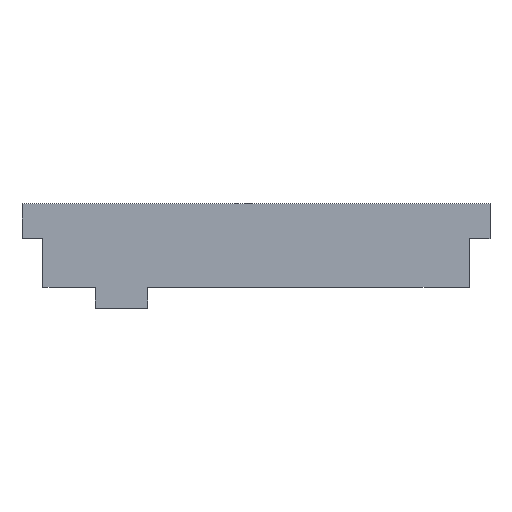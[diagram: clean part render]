
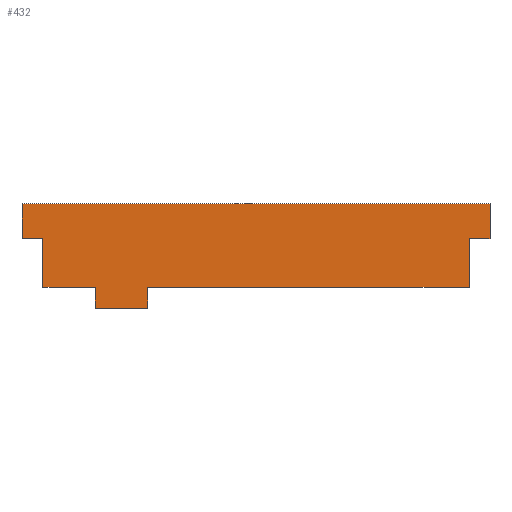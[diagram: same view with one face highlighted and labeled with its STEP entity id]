
A CAD part, top view. The second image highlights one B-rep face of the part: STEP entity #432.
In plain terms, the highlighted planar face has unit normal (0, 0, 1).
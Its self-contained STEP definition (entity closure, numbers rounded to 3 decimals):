
#42=CARTESIAN_POINT('Vertex',(0.,0.,6.)) ;
#56=CARTESIAN_POINT('Vertex',(15.,0.,6.)) ;
#59=CARTESIAN_POINT('Line Origine',(7.5,0.,6.)) ;
#87=CARTESIAN_POINT('Vertex',(15.,-6.,6.)) ;
#90=CARTESIAN_POINT('Line Origine',(15.,-3.,6.)) ;
#118=CARTESIAN_POINT('Vertex',(30.,-6.,6.)) ;
#121=CARTESIAN_POINT('Line Origine',(22.5,-6.,6.)) ;
#149=CARTESIAN_POINT('Vertex',(30.,0.,6.)) ;
#152=CARTESIAN_POINT('Line Origine',(30.,-3.,6.)) ;
#175=CARTESIAN_POINT('Vertex',(122.,0.,6.)) ;
#178=CARTESIAN_POINT('Line Origine',(76.,0.,6.)) ;
#206=CARTESIAN_POINT('Vertex',(122.,14.,6.)) ;
#209=CARTESIAN_POINT('Line Origine',(122.,7.,6.)) ;
#237=CARTESIAN_POINT('Vertex',(128.,14.,6.)) ;
#240=CARTESIAN_POINT('Line Origine',(125.,14.,6.)) ;
#268=CARTESIAN_POINT('Vertex',(128.,24.,6.)) ;
#271=CARTESIAN_POINT('Line Origine',(128.,19.,6.)) ;
#299=CARTESIAN_POINT('Vertex',(-6.,24.,6.)) ;
#302=CARTESIAN_POINT('Line Origine',(61.,24.,6.)) ;
#330=CARTESIAN_POINT('Vertex',(-6.,14.,6.)) ;
#333=CARTESIAN_POINT('Line Origine',(-6.,19.,6.)) ;
#356=CARTESIAN_POINT('Vertex',(0.,14.,6.)) ;
#359=CARTESIAN_POINT('Line Origine',(-3.,14.,6.)) ;
#381=CARTESIAN_POINT('Line Origine',(0.,7.,6.)) ;
#413=CARTESIAN_POINT('Axis2P3D Location',(0.,0.,6.)) ;
#61=VECTOR('Line Direction',#60,1.) ;
#92=VECTOR('Line Direction',#91,1.) ;
#123=VECTOR('Line Direction',#122,1.) ;
#154=VECTOR('Line Direction',#153,1.) ;
#180=VECTOR('Line Direction',#179,1.) ;
#211=VECTOR('Line Direction',#210,1.) ;
#242=VECTOR('Line Direction',#241,1.) ;
#273=VECTOR('Line Direction',#272,1.) ;
#304=VECTOR('Line Direction',#303,1.) ;
#335=VECTOR('Line Direction',#334,1.) ;
#361=VECTOR('Line Direction',#360,1.) ;
#383=VECTOR('Line Direction',#382,1.) ;
#60=DIRECTION('Vector Direction',(-1.,0.,0.)) ;
#91=DIRECTION('Vector Direction',(0.,1.,0.)) ;
#122=DIRECTION('Vector Direction',(-1.,0.,0.)) ;
#153=DIRECTION('Vector Direction',(0.,-1.,0.)) ;
#179=DIRECTION('Vector Direction',(-1.,0.,0.)) ;
#210=DIRECTION('Vector Direction',(0.,-1.,0.)) ;
#241=DIRECTION('Vector Direction',(-1.,0.,0.)) ;
#272=DIRECTION('Vector Direction',(0.,-1.,0.)) ;
#303=DIRECTION('Vector Direction',(1.,0.,0.)) ;
#334=DIRECTION('Vector Direction',(0.,1.,0.)) ;
#360=DIRECTION('Vector Direction',(-1.,0.,0.)) ;
#382=DIRECTION('Vector Direction',(0.,1.,0.)) ;
#414=DIRECTION('Axis2P3D Direction',(0.,0.,1.)) ;
#415=DIRECTION('Axis2P3D XDirection',(1.,0.,0.)) ;
#416=AXIS2_PLACEMENT_3D('Plane Axis2P3D',#413,#414,#415) ;
#62=LINE('Line',#59,#61) ;
#93=LINE('Line',#90,#92) ;
#124=LINE('Line',#121,#123) ;
#155=LINE('Line',#152,#154) ;
#181=LINE('Line',#178,#180) ;
#212=LINE('Line',#209,#211) ;
#243=LINE('Line',#240,#242) ;
#274=LINE('Line',#271,#273) ;
#305=LINE('Line',#302,#304) ;
#336=LINE('Line',#333,#335) ;
#362=LINE('Line',#359,#361) ;
#384=LINE('Line',#381,#383) ;
#417=PLANE('',#416) ;
#63=EDGE_CURVE('',#43,#57,#62,.F.) ;
#94=EDGE_CURVE('',#57,#88,#93,.F.) ;
#125=EDGE_CURVE('',#88,#119,#124,.F.) ;
#156=EDGE_CURVE('',#119,#150,#155,.F.) ;
#182=EDGE_CURVE('',#150,#176,#181,.F.) ;
#213=EDGE_CURVE('',#176,#207,#212,.F.) ;
#244=EDGE_CURVE('',#207,#238,#243,.F.) ;
#275=EDGE_CURVE('',#238,#269,#274,.F.) ;
#306=EDGE_CURVE('',#269,#300,#305,.F.) ;
#337=EDGE_CURVE('',#300,#331,#336,.F.) ;
#363=EDGE_CURVE('',#331,#357,#362,.F.) ;
#385=EDGE_CURVE('',#357,#43,#384,.F.) ;
#419=ORIENTED_EDGE('',*,*,#63,.T.) ;
#420=ORIENTED_EDGE('',*,*,#94,.T.) ;
#421=ORIENTED_EDGE('',*,*,#125,.T.) ;
#422=ORIENTED_EDGE('',*,*,#156,.T.) ;
#423=ORIENTED_EDGE('',*,*,#182,.T.) ;
#424=ORIENTED_EDGE('',*,*,#213,.T.) ;
#425=ORIENTED_EDGE('',*,*,#244,.T.) ;
#426=ORIENTED_EDGE('',*,*,#275,.T.) ;
#427=ORIENTED_EDGE('',*,*,#306,.T.) ;
#428=ORIENTED_EDGE('',*,*,#337,.T.) ;
#429=ORIENTED_EDGE('',*,*,#363,.T.) ;
#430=ORIENTED_EDGE('',*,*,#385,.T.) ;
#418=EDGE_LOOP('',(#419,#420,#421,#422,#423,#424,#425,#426,#427,#428,#429,#430)) ;
#43=VERTEX_POINT('',#42) ;
#57=VERTEX_POINT('',#56) ;
#88=VERTEX_POINT('',#87) ;
#119=VERTEX_POINT('',#118) ;
#150=VERTEX_POINT('',#149) ;
#176=VERTEX_POINT('',#175) ;
#207=VERTEX_POINT('',#206) ;
#238=VERTEX_POINT('',#237) ;
#269=VERTEX_POINT('',#268) ;
#300=VERTEX_POINT('',#299) ;
#331=VERTEX_POINT('',#330) ;
#357=VERTEX_POINT('',#356) ;
#432=ADVANCED_FACE('PartBody',(#431),#417,.T.) ;
#431=FACE_OUTER_BOUND('',#418,.T.) ;
